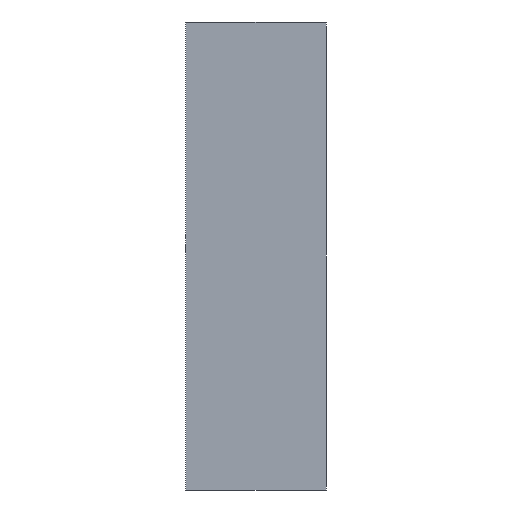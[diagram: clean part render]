
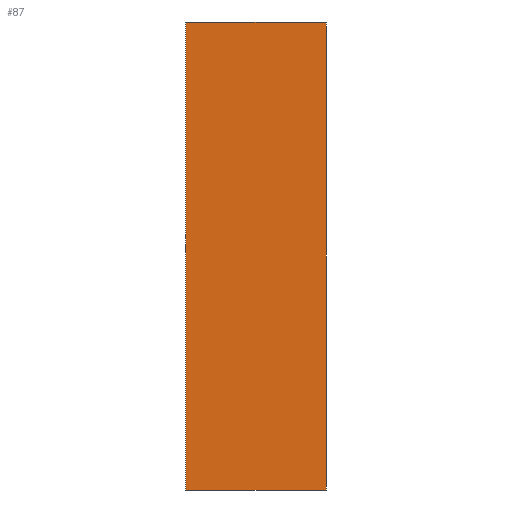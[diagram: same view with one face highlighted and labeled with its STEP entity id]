
A CAD part, left-side view. The second image highlights one B-rep face of the part: STEP entity #87.
In plain terms, the highlighted planar face has unit normal (-1, 0, 0).
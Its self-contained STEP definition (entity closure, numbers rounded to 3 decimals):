
#2 = VERTEX_POINT ( 'NONE', #285 ) ;
#10 = EDGE_CURVE ( 'NONE', #536, #423, #247, .T. ) ;
#18 = EDGE_LOOP ( 'NONE', ( #81, #379, #188, #343 ) ) ;
#39 = CARTESIAN_POINT ( 'NONE',  ( -0.28, 0., -0.5 ) ) ;
#63 = CARTESIAN_POINT ( 'NONE',  ( -0.28, 0., -0.5 ) ) ;
#75 = CARTESIAN_POINT ( 'NONE',  ( -0.28, 0.3, 0.5 ) ) ;
#81 = ORIENTED_EDGE ( 'NONE', *, *, #101, .T. ) ;
#84 = DIRECTION ( 'NONE',  ( 0., -1., 0. ) ) ;
#87 = ADVANCED_FACE ( 'NONE', ( #421 ), #327, .F. ) ;
#90 = VECTOR ( 'NONE', #111, 1000. ) ;
#101 = EDGE_CURVE ( 'NONE', #248, #2, #370, .T. ) ;
#111 = DIRECTION ( 'NONE',  ( 0., -1., 0. ) ) ;
#168 = CARTESIAN_POINT ( 'NONE',  ( -0.28, 0.3, 0.5 ) ) ;
#172 = AXIS2_PLACEMENT_3D ( 'NONE', #420, #505, #246 ) ;
#177 = DIRECTION ( 'NONE',  ( 0., 0., 1. ) ) ;
#188 = ORIENTED_EDGE ( 'NONE', *, *, #10, .F. ) ;
#207 = VECTOR ( 'NONE', #281, 1000. ) ;
#240 = CARTESIAN_POINT ( 'NONE',  ( -0.28, 0.3, -0.5 ) ) ;
#246 = DIRECTION ( 'NONE',  ( 0., 0., -1. ) ) ;
#247 = LINE ( 'NONE', #240, #207 ) ;
#248 = VERTEX_POINT ( 'NONE', #63 ) ;
#281 = DIRECTION ( 'NONE',  ( 0., 0., 1. ) ) ;
#285 = CARTESIAN_POINT ( 'NONE',  ( -0.28, 0., 0.5 ) ) ;
#316 = LINE ( 'NONE', #168, #538 ) ;
#327 = PLANE ( 'NONE',  #172 ) ;
#333 = LINE ( 'NONE', #489, #90 ) ;
#341 = VECTOR ( 'NONE', #177, 1000. ) ;
#343 = ORIENTED_EDGE ( 'NONE', *, *, #411, .T. ) ;
#370 = LINE ( 'NONE', #39, #341 ) ;
#379 = ORIENTED_EDGE ( 'NONE', *, *, #496, .F. ) ;
#411 = EDGE_CURVE ( 'NONE', #536, #248, #333, .T. ) ;
#420 = CARTESIAN_POINT ( 'NONE',  ( -0.28, 0.3, -0.5 ) ) ;
#421 = FACE_OUTER_BOUND ( 'NONE', #18, .T. ) ;
#423 = VERTEX_POINT ( 'NONE', #75 ) ;
#451 = CARTESIAN_POINT ( 'NONE',  ( -0.28, 0.3, -0.5 ) ) ;
#489 = CARTESIAN_POINT ( 'NONE',  ( -0.28, 0.3, -0.5 ) ) ;
#496 = EDGE_CURVE ( 'NONE', #423, #2, #316, .T. ) ;
#505 = DIRECTION ( 'NONE',  ( 1., 0., 0. ) ) ;
#536 = VERTEX_POINT ( 'NONE', #451 ) ;
#538 = VECTOR ( 'NONE', #84, 1000. ) ;
